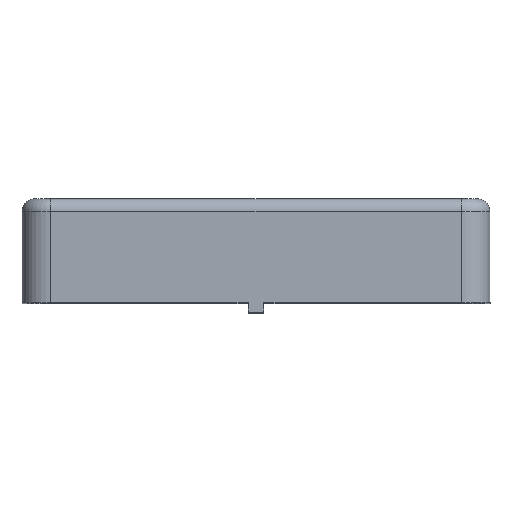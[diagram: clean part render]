
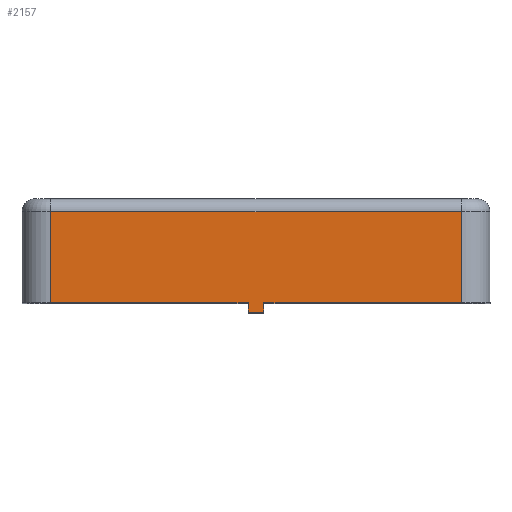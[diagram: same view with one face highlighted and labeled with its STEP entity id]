
A CAD part, top view. The second image highlights one B-rep face of the part: STEP entity #2157.
In plain terms, the highlighted planar face has unit normal (0, 0, 1).
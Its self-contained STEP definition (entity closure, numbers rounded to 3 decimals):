
#44 = CARTESIAN_POINT ( 'NONE',  ( -12.85, 0., 18.75 ) ) ;
#86 = ORIENTED_EDGE ( 'NONE', *, *, #895, .T. ) ;
#95 = CARTESIAN_POINT ( 'NONE',  ( -12.85, -0.8, 18.75 ) ) ;
#110 = DIRECTION ( 'NONE',  ( 0., -1., 0. ) ) ;
#163 = VECTOR ( 'NONE', #1347, 1000. ) ;
#167 = EDGE_CURVE ( 'NONE', #765, #1548, #831, .T. ) ;
#284 = LINE ( 'NONE', #2736, #2190 ) ;
#303 = LINE ( 'NONE', #916, #2142 ) ;
#383 = DIRECTION ( 'NONE',  ( 1., 0., 0. ) ) ;
#391 = EDGE_CURVE ( 'NONE', #1924, #2555, #868, .T. ) ;
#470 = ORIENTED_EDGE ( 'NONE', *, *, #2480, .T. ) ;
#477 = CARTESIAN_POINT ( 'NONE',  ( -12.85, -6.5, 18.75 ) ) ;
#504 = VERTEX_POINT ( 'NONE', #2370 ) ;
#506 = ORIENTED_EDGE ( 'NONE', *, *, #2468, .F. ) ;
#528 = VERTEX_POINT ( 'NONE', #891 ) ;
#550 = LINE ( 'NONE', #44, #1746 ) ;
#583 = CARTESIAN_POINT ( 'NONE',  ( -12.85, -6.5, 18.75 ) ) ;
#624 = ORIENTED_EDGE ( 'NONE', *, *, #1262, .T. ) ;
#737 = CARTESIAN_POINT ( 'NONE',  ( 12.85, 0., 18.75 ) ) ;
#738 = LINE ( 'NONE', #477, #1734 ) ;
#765 = VERTEX_POINT ( 'NONE', #95 ) ;
#818 = DIRECTION ( 'NONE',  ( 0., 0., 1. ) ) ;
#819 = CARTESIAN_POINT ( 'NONE',  ( 12.85, -0.8, 18.75 ) ) ;
#831 = LINE ( 'NONE', #1008, #904 ) ;
#850 = DIRECTION ( 'NONE',  ( 0., -1., 0. ) ) ;
#868 = LINE ( 'NONE', #2657, #163 ) ;
#891 = CARTESIAN_POINT ( 'NONE',  ( 0.5, -6.5, 18.75 ) ) ;
#895 = EDGE_CURVE ( 'NONE', #994, #528, #284, .T. ) ;
#904 = VECTOR ( 'NONE', #2105, 1000. ) ;
#916 = CARTESIAN_POINT ( 'NONE',  ( -0.5, -7.1, 18.75 ) ) ;
#994 = VERTEX_POINT ( 'NONE', #1248 ) ;
#1008 = CARTESIAN_POINT ( 'NONE',  ( -12.85, -0.8, 18.75 ) ) ;
#1190 = ORIENTED_EDGE ( 'NONE', *, *, #167, .F. ) ;
#1248 = CARTESIAN_POINT ( 'NONE',  ( 0.5, -7.1, 18.75 ) ) ;
#1262 = EDGE_CURVE ( 'NONE', #765, #504, #550, .T. ) ;
#1274 = PLANE ( 'NONE',  #1934 ) ;
#1347 = DIRECTION ( 'NONE',  ( 0., 1., 0. ) ) ;
#1406 = CARTESIAN_POINT ( 'NONE',  ( 12.85, -6.5, 18.75 ) ) ;
#1541 = VECTOR ( 'NONE', #110, 1000. ) ;
#1548 = VERTEX_POINT ( 'NONE', #819 ) ;
#1572 = DIRECTION ( 'NONE',  ( 0., -1., 0. ) ) ;
#1587 = CARTESIAN_POINT ( 'NONE',  ( -0.5, -7.1, 18.75 ) ) ;
#1598 = ORIENTED_EDGE ( 'NONE', *, *, #391, .F. ) ;
#1600 = VECTOR ( 'NONE', #383, 1000. ) ;
#1611 = LINE ( 'NONE', #737, #1541 ) ;
#1690 = CARTESIAN_POINT ( 'NONE',  ( -12.85, 0., 18.75 ) ) ;
#1734 = VECTOR ( 'NONE', #1790, 1000. ) ;
#1746 = VECTOR ( 'NONE', #1572, 1000. ) ;
#1790 = DIRECTION ( 'NONE',  ( 1., 0., 0. ) ) ;
#1906 = ORIENTED_EDGE ( 'NONE', *, *, #1956, .F. ) ;
#1924 = VERTEX_POINT ( 'NONE', #1587 ) ;
#1934 = AXIS2_PLACEMENT_3D ( 'NONE', #1690, #818, #850 ) ;
#1956 = EDGE_CURVE ( 'NONE', #1548, #2036, #1611, .T. ) ;
#2036 = VERTEX_POINT ( 'NONE', #1406 ) ;
#2105 = DIRECTION ( 'NONE',  ( 1., 0., 0. ) ) ;
#2142 = VECTOR ( 'NONE', #2440, 1000. ) ;
#2157 = ADVANCED_FACE ( 'NONE', ( #2779 ), #1274, .T. ) ;
#2161 = EDGE_LOOP ( 'NONE', ( #470, #1598, #506, #86, #2647, #1906, #1190, #624 ) ) ;
#2190 = VECTOR ( 'NONE', #2761, 1000. ) ;
#2370 = CARTESIAN_POINT ( 'NONE',  ( -12.85, -6.5, 18.75 ) ) ;
#2440 = DIRECTION ( 'NONE',  ( -1., 0., 0. ) ) ;
#2468 = EDGE_CURVE ( 'NONE', #994, #1924, #303, .T. ) ;
#2480 = EDGE_CURVE ( 'NONE', #504, #2555, #738, .T. ) ;
#2555 = VERTEX_POINT ( 'NONE', #2689 ) ;
#2647 = ORIENTED_EDGE ( 'NONE', *, *, #2700, .T. ) ;
#2657 = CARTESIAN_POINT ( 'NONE',  ( -0.5, -7.1, 18.75 ) ) ;
#2689 = CARTESIAN_POINT ( 'NONE',  ( -0.5, -6.5, 18.75 ) ) ;
#2700 = EDGE_CURVE ( 'NONE', #528, #2036, #2742, .T. ) ;
#2736 = CARTESIAN_POINT ( 'NONE',  ( 0.5, -7.1, 18.75 ) ) ;
#2742 = LINE ( 'NONE', #583, #1600 ) ;
#2761 = DIRECTION ( 'NONE',  ( 0., 1., 0. ) ) ;
#2779 = FACE_OUTER_BOUND ( 'NONE', #2161, .T. ) ;
